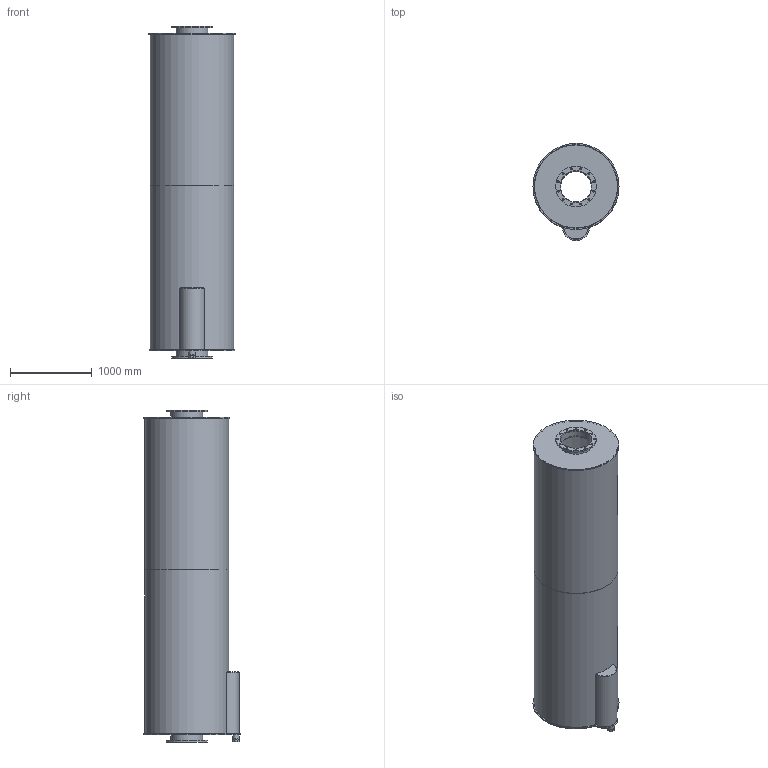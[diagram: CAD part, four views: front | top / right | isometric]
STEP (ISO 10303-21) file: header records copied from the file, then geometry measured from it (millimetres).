
FILE_DESCRIPTION(/* description */ (''),/* implementation_level */ '2;1');
FILE_NAME(/* name */ 'Vsdhc 15.stp',/* time_stamp */ '2015-01-23T09:44:35+01:00',/* author */ ('Tekenkamer'),/* organization */ (''),/* preprocessor_version */ 'ST-DEVELOPER v15.6',/* originating_system */ 'Autodesk Inventor 2015',/* authorisation */ '');
FILE_SCHEMA (('AUTOMOTIVE_DESIGN { 1 0 10303 214 3 1 1 }'));
Length unit declared in the file: millimetre
Products named in the file (1): MAAT3D
Bounding box: 1050 x 1178.6 x 4050 mm (x, y, z)
Volume: 69890942.3 mm3; surface area: 29491021.5 mm2
Topology: 12 solids, 12 shells, 82 faces, 174 edges, 116 vertices
Faces by surface type: cylinder 48, plane 34
Full cylindrical faces by diameter (mm): 22 x24, 69.3 x2, 76.1 x1, 379 x2, 387 x2, 389 x4, 495 x2, 1012 x2, 1020 x2, 1050 x1
Entity records: 2200 total; most frequent: DIRECTION 394, CARTESIAN_POINT 331, ORIENTED_EDGE 264, EDGE_LOOP 192, AXIS2_PLACEMENT_3D 179, EDGE_CURVE 132, VERTEX_POINT 116, FACE_BOUND 110
